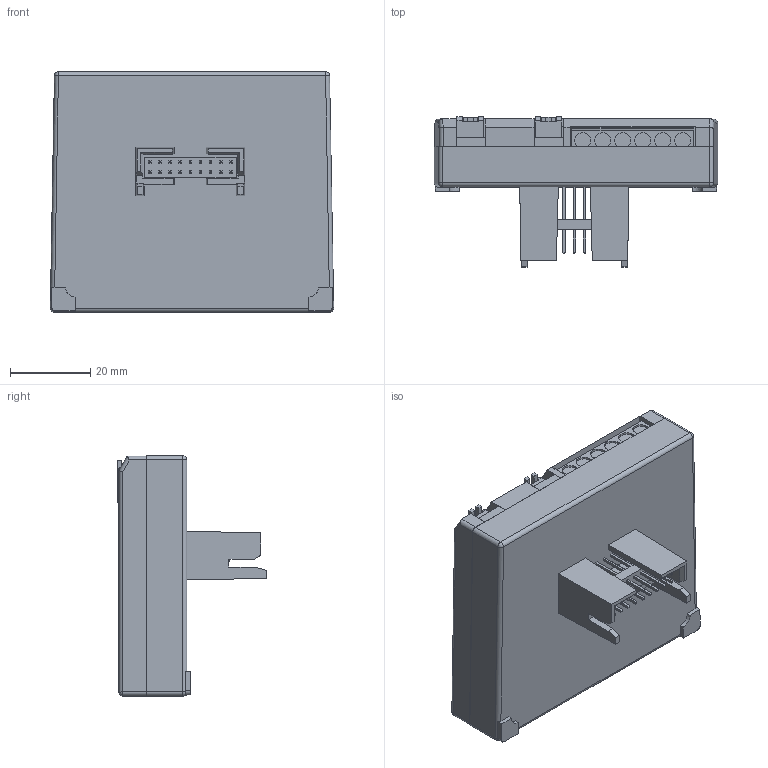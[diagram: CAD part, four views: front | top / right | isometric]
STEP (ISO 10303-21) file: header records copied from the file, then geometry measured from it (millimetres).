
FILE_DESCRIPTION (( 'STEP AP214' ), '1' );
FILE_NAME ('15560296.STEP', '2021-07-14T15:20:30', ( '' ), ( '' ), 'SwSTEP 2.0', 'SolidWorks 2017', '' );
FILE_SCHEMA (( 'AUTOMOTIVE_DESIGN' ));
Length unit declared in the file: inch
Products named in the file (1): 15560296
Bounding box: 70.82 x 37.45 x 60.02 mm (x, y, z)
Volume: 72670.7 mm3; surface area: 27179.8 mm2
Topology: 6 solids, 6 shells, 1453 faces, 3844 edges, 2518 vertices
Faces by surface type: plane 1239, cylinder 109, bspline 92, sphere 6, cone 6, torus 1
Entity records: 49782 total; most frequent: CARTESIAN_POINT 13541, ORIENTED_EDGE 7680, DIRECTION 6557, EDGE_CURVE 3840, VECTOR 3403, LINE 3403, VERTEX_POINT 2518, EDGE_LOOP 1612
